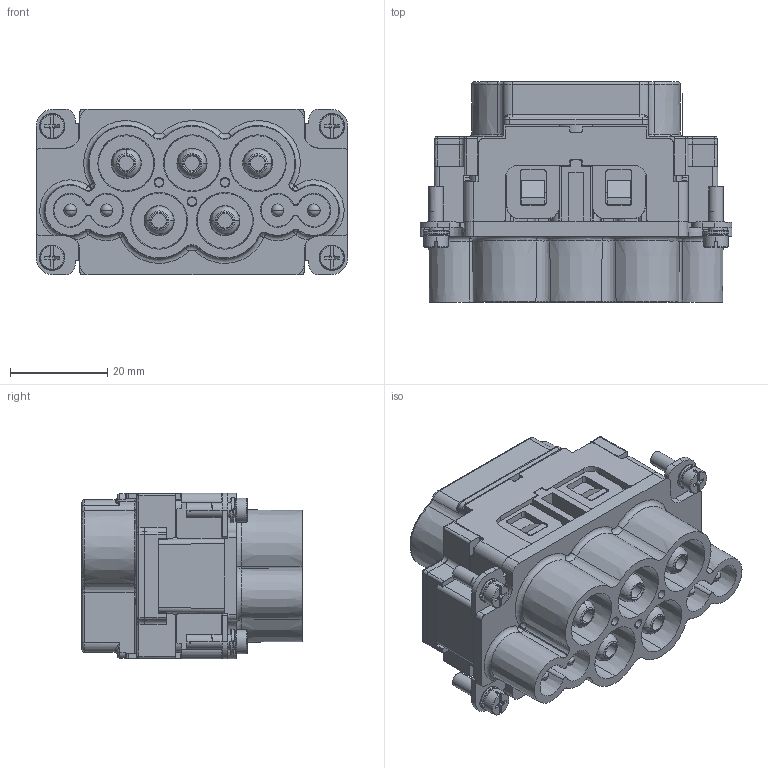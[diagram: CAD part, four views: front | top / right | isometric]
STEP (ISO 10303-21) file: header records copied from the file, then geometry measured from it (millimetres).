
FILE_DESCRIPTION((''),'2;1');
FILE_NAME('PRT0137','2020-05-07T',('lj.zou'),(''),'PRO/ENGINEER BY PARAMETRIC TECHNOLOGY CORPORATION, 2012480','PRO/ENGINEER BY PARAMETRIC TECHNOLOGY CORPORATION, 2012480','');
FILE_SCHEMA(('CONFIG_CONTROL_DESIGN'));
Products named in the file (1): PRT0137
Bounding box: 64 x 45.17 x 34 mm (x, y, z)
Volume: 46154.9 mm3; surface area: 36398 mm2
Topology: 1 solids, 21 shells, 1710 faces, 5030 edges, 3348 vertices
Faces by surface type: plane 873, cylinder 475, cone 214, bspline 62, torus 60, sphere 26
Entity records: 77869 total; most frequent: CARTESIAN_POINT 17132, ORIENTED_EDGE 9881, DIRECTION 9315, PRESENTATION_STYLE_ASSIGNMENT 4989, STYLED_ITEM 4989, CURVE_STYLE 4980, EDGE_CURVE 4980, VERTEX_POINT 3348
